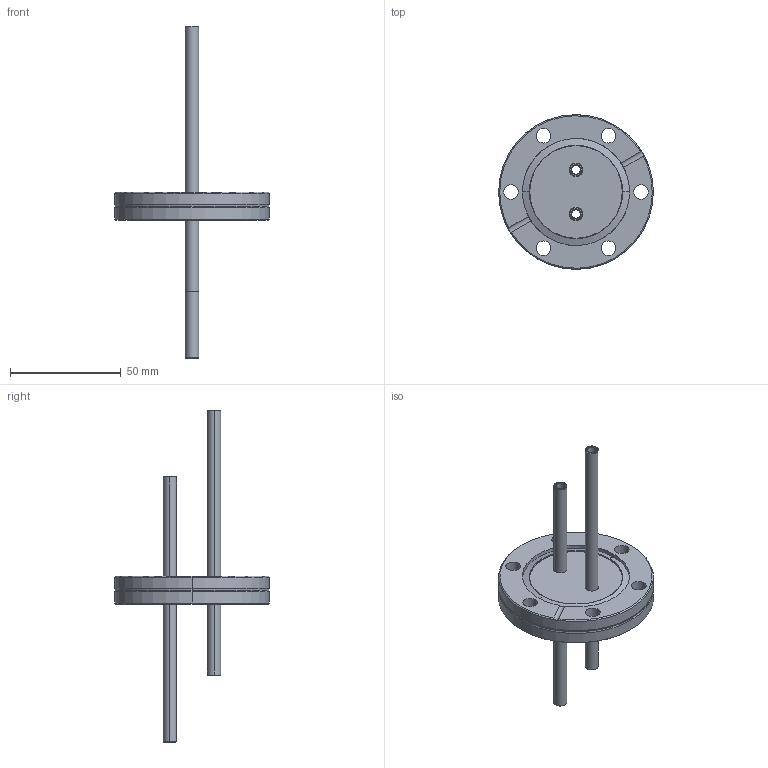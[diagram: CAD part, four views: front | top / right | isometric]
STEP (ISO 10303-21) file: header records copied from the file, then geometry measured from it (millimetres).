
FILE_DESCRIPTION (( 'STEP AP214' ), '1' );
FILE_NAME ('420XFL040-2-PP.stp', '2017-06-01T05:12:16', ( '' ), ( '' ), 'SwSTEP 2.0', 'SolidWorks 2015', '' );
FILE_SCHEMA (( 'AUTOMOTIVE_DESIGN' ));
Length unit declared in the file: millimetre
Products named in the file (1): 420XFL040-2-PP
Bounding box: 69.9 x 69.9 x 150 mm (x, y, z)
Volume: 46915.6 mm3; surface area: 18923.5 mm2
Topology: 1 solids, 1 shells, 71 faces, 164 edges, 99 vertices
Faces by surface type: cylinder 32, cone 25, plane 8, torus 6
Entity records: 2920 total; most frequent: DIRECTION 399, CARTESIAN_POINT 395, ORIENTED_EDGE 328, AXIS2_PLACEMENT_3D 171, EDGE_CURVE 164, VERTEX_POINT 99, CIRCLE 99, EDGE_LOOP 91
